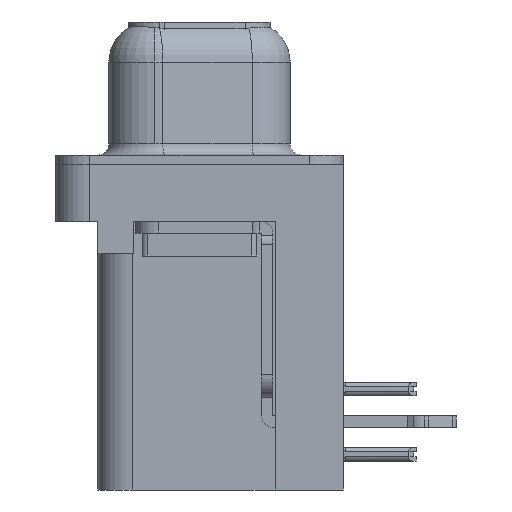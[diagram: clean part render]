
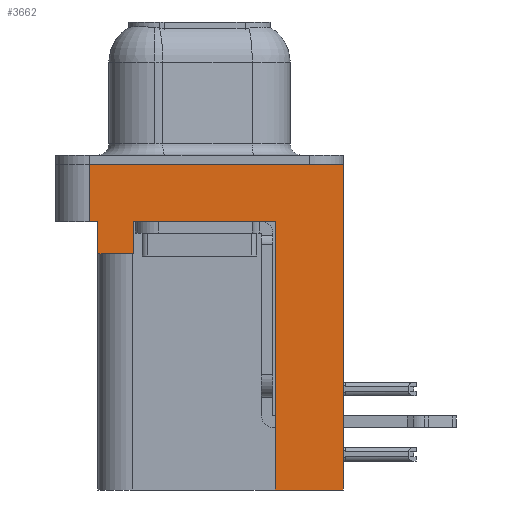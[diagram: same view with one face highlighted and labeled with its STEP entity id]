
A CAD part, left-side view. The second image highlights one B-rep face of the part: STEP entity #3662.
In plain terms, the highlighted planar face has unit normal (-1, 0, 0).
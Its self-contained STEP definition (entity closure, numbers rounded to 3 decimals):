
#198 = CARTESIAN_POINT ( 'NONE',  ( -2.91, 2.895, -2.5 ) ) ;
#361 = VERTEX_POINT ( 'NONE', #17860 ) ;
#795 = DIRECTION ( 'NONE',  ( -1., 0., 0. ) ) ;
#839 = EDGE_CURVE ( 'NONE', #1218, #361, #5277, .T. ) ;
#962 = VERTEX_POINT ( 'NONE', #13086 ) ;
#1027 = VECTOR ( 'NONE', #2706, 1000. ) ;
#1218 = VERTEX_POINT ( 'NONE', #18421 ) ;
#2027 = LINE ( 'NONE', #10412, #12113 ) ;
#2478 = PLANE ( 'NONE',  #21265 ) ;
#2487 = LINE ( 'NONE', #19538, #1027 ) ;
#2706 = DIRECTION ( 'NONE',  ( 0., 0., 1. ) ) ;
#2783 = ORIENTED_EDGE ( 'NONE', *, *, #13166, .T. ) ;
#2834 = DIRECTION ( 'NONE',  ( 0., 0., 1. ) ) ;
#3007 = VERTEX_POINT ( 'NONE', #7794 ) ;
#3407 = EDGE_CURVE ( 'NONE', #361, #19991, #11567, .T. ) ;
#3662 = ADVANCED_FACE ( 'NONE', ( #10978 ), #2478, .T. ) ;
#3833 = EDGE_CURVE ( 'NONE', #5536, #6218, #14222, .T. ) ;
#4742 = CARTESIAN_POINT ( 'NONE',  ( -2.91, -3.295, -14.2 ) ) ;
#5092 = EDGE_CURVE ( 'NONE', #13420, #962, #11993, .T. ) ;
#5277 = LINE ( 'NONE', #13562, #6341 ) ;
#5431 = VECTOR ( 'NONE', #14472, 1000. ) ;
#5536 = VERTEX_POINT ( 'NONE', #10691 ) ;
#5573 = DIRECTION ( 'NONE',  ( 0., 0., 1. ) ) ;
#5710 = VECTOR ( 'NONE', #2834, 1000. ) ;
#5926 = CARTESIAN_POINT ( 'NONE',  ( -2.91, -6.275, -2.5 ) ) ;
#6087 = DIRECTION ( 'NONE',  ( 0., 0., 1. ) ) ;
#6118 = ORIENTED_EDGE ( 'NONE', *, *, #11565, .T. ) ;
#6218 = VERTEX_POINT ( 'NONE', #22103 ) ;
#6341 = VECTOR ( 'NONE', #7056, 1000. ) ;
#6754 = CARTESIAN_POINT ( 'NONE',  ( -2.91, 4.425, -3.9 ) ) ;
#6785 = ORIENTED_EDGE ( 'NONE', *, *, #20999, .T. ) ;
#7056 = DIRECTION ( 'NONE',  ( 0., 1., 0. ) ) ;
#7093 = VECTOR ( 'NONE', #7485, 1000. ) ;
#7359 = CARTESIAN_POINT ( 'NONE',  ( -2.91, 2.895, -3.9 ) ) ;
#7485 = DIRECTION ( 'NONE',  ( 0., -1., 0. ) ) ;
#7636 = LINE ( 'NONE', #10876, #5431 ) ;
#7794 = CARTESIAN_POINT ( 'NONE',  ( -2.91, 4.775, -2.5 ) ) ;
#7802 = ORIENTED_EDGE ( 'NONE', *, *, #839, .F. ) ;
#8185 = CARTESIAN_POINT ( 'NONE',  ( -2.91, 4.425, -3.9 ) ) ;
#9301 = CARTESIAN_POINT ( 'NONE',  ( -2.91, -6.275, -2.5 ) ) ;
#9683 = ORIENTED_EDGE ( 'NONE', *, *, #12641, .T. ) ;
#10110 = LINE ( 'NONE', #6754, #5710 ) ;
#10261 = EDGE_LOOP ( 'NONE', ( #16956, #16595, #9683, #18718, #18620, #6118, #6785, #16036, #7802, #2783 ) ) ;
#10406 = DIRECTION ( 'NONE',  ( 0., 1., 0. ) ) ;
#10412 = CARTESIAN_POINT ( 'NONE',  ( -2.91, -6.275, -2.5 ) ) ;
#10691 = CARTESIAN_POINT ( 'NONE',  ( -2.91, 4.775, 0. ) ) ;
#10876 = CARTESIAN_POINT ( 'NONE',  ( -2.91, -6.275, -2.5 ) ) ;
#10978 = FACE_OUTER_BOUND ( 'NONE', #10261, .T. ) ;
#11297 = CARTESIAN_POINT ( 'NONE',  ( -2.91, 2.895, -3.9 ) ) ;
#11565 = EDGE_CURVE ( 'NONE', #13420, #14585, #19360, .T. ) ;
#11567 = LINE ( 'NONE', #4742, #15540 ) ;
#11950 = VECTOR ( 'NONE', #13776, 1000. ) ;
#11993 = LINE ( 'NONE', #8185, #19793 ) ;
#12113 = VECTOR ( 'NONE', #19065, 1000. ) ;
#12118 = EDGE_CURVE ( 'NONE', #962, #13633, #10110, .T. ) ;
#12320 = CARTESIAN_POINT ( 'NONE',  ( -2.91, -6.275, 0. ) ) ;
#12641 = EDGE_CURVE ( 'NONE', #3007, #13633, #16350, .T. ) ;
#12973 = EDGE_CURVE ( 'NONE', #3007, #5536, #2487, .T. ) ;
#13086 = CARTESIAN_POINT ( 'NONE',  ( -2.91, 4.425, -3.9 ) ) ;
#13166 = EDGE_CURVE ( 'NONE', #1218, #6218, #2027, .T. ) ;
#13420 = VERTEX_POINT ( 'NONE', #11297 ) ;
#13562 = CARTESIAN_POINT ( 'NONE',  ( -2.91, -3.295, -14.2 ) ) ;
#13633 = VERTEX_POINT ( 'NONE', #19491 ) ;
#13776 = DIRECTION ( 'NONE',  ( 0., -1., 0. ) ) ;
#14222 = LINE ( 'NONE', #12320, #11950 ) ;
#14472 = DIRECTION ( 'NONE',  ( 0., -1., 0. ) ) ;
#14585 = VERTEX_POINT ( 'NONE', #198 ) ;
#15540 = VECTOR ( 'NONE', #6087, 1000. ) ;
#15719 = VECTOR ( 'NONE', #5573, 1000. ) ;
#16036 = ORIENTED_EDGE ( 'NONE', *, *, #3407, .F. ) ;
#16168 = DIRECTION ( 'NONE',  ( 0., 0., 1. ) ) ;
#16350 = LINE ( 'NONE', #5926, #7093 ) ;
#16595 = ORIENTED_EDGE ( 'NONE', *, *, #12973, .F. ) ;
#16956 = ORIENTED_EDGE ( 'NONE', *, *, #3833, .F. ) ;
#17860 = CARTESIAN_POINT ( 'NONE',  ( -2.91, -3.295, -14.2 ) ) ;
#18421 = CARTESIAN_POINT ( 'NONE',  ( -2.91, -6.275, -14.2 ) ) ;
#18620 = ORIENTED_EDGE ( 'NONE', *, *, #5092, .F. ) ;
#18718 = ORIENTED_EDGE ( 'NONE', *, *, #12118, .F. ) ;
#19065 = DIRECTION ( 'NONE',  ( 0., 0., 1. ) ) ;
#19360 = LINE ( 'NONE', #7359, #15719 ) ;
#19491 = CARTESIAN_POINT ( 'NONE',  ( -2.91, 4.425, -2.5 ) ) ;
#19538 = CARTESIAN_POINT ( 'NONE',  ( -2.91, 4.775, -2.5 ) ) ;
#19793 = VECTOR ( 'NONE', #10406, 1000. ) ;
#19991 = VERTEX_POINT ( 'NONE', #21982 ) ;
#20999 = EDGE_CURVE ( 'NONE', #14585, #19991, #7636, .T. ) ;
#21265 = AXIS2_PLACEMENT_3D ( 'NONE', #9301, #795, #16168 ) ;
#21982 = CARTESIAN_POINT ( 'NONE',  ( -2.91, -3.295, -2.5 ) ) ;
#22103 = CARTESIAN_POINT ( 'NONE',  ( -2.91, -6.275, 0. ) ) ;
